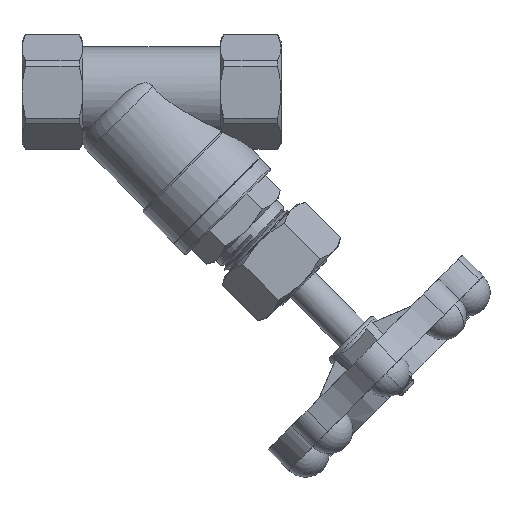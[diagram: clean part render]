
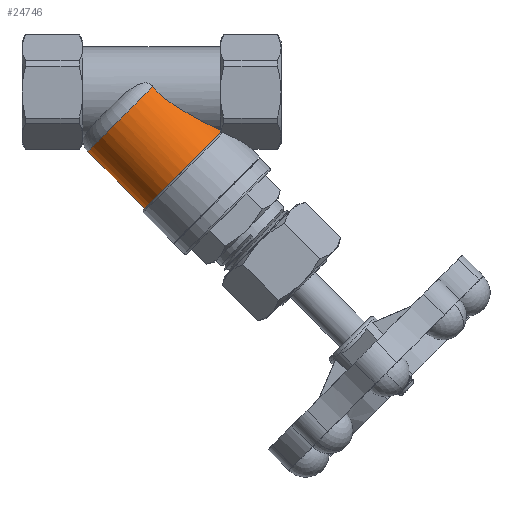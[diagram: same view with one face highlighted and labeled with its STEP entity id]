
A CAD part, front view. The second image highlights one B-rep face of the part: STEP entity #24746.
In plain terms, the highlighted cylindrical face has radius 14.5 mm (diameter 29 mm), a partial arc.
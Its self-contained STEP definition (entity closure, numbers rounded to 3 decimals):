
#125 = DIRECTION ( 'NONE',  ( -0.707, 0., 0.707 ) ) ;
#160 = CARTESIAN_POINT ( 'NONE',  ( 3.544, -11.381, -1.734 ) ) ;
#2622 = AXIS2_PLACEMENT_3D ( 'NONE', #7667, #10447, #7850 ) ;
#2926 = CARTESIAN_POINT ( 'NONE',  ( 10.233, -9.81, -6.021 ) ) ;
#3273 = AXIS2_PLACEMENT_3D ( 'NONE', #6024, #125, #30974 ) ;
#3287 = CARTESIAN_POINT ( 'NONE',  ( 16.832, -6.59, -9.445 ) ) ;
#4402 = CARTESIAN_POINT ( 'NONE',  ( 17.5, -6.361, -9.964 ) ) ;
#4945 = CARTESIAN_POINT ( 'NONE',  ( 17.5, -6.938, -10.391 ) ) ;
#6024 = CARTESIAN_POINT ( 'NONE',  ( 8.497, 0., -19.394 ) ) ;
#6799 = CARTESIAN_POINT ( 'NONE',  ( -19.08, 0., -12.323 ) ) ;
#7065 = CARTESIAN_POINT ( 'NONE',  ( 0.603, -11.456, 1.072 ) ) ;
#7350 = LINE ( 'NONE', #6799, #30405 ) ;
#7667 = CARTESIAN_POINT ( 'NONE',  ( -5.999, 0., -4.898 ) ) ;
#7850 = DIRECTION ( 'NONE',  ( -0.707, 0., -0.707 ) ) ;
#7996 = EDGE_CURVE ( 'NONE', #35064, #11239, #15102, .T. ) ;
#8923 = AXIS2_PLACEMENT_3D ( 'NONE', #27546, #24773, #33613 ) ;
#10027 = ORIENTED_EDGE ( 'NONE', *, *, #17097, .F. ) ;
#10308 = CARTESIAN_POINT ( 'NONE',  ( 17.5, -6.938, -10.391 ) ) ;
#10447 = DIRECTION ( 'NONE',  ( 0.707, 0., -0.707 ) ) ;
#10886 = CARTESIAN_POINT ( 'NONE',  ( -1.756, 0., -29.647 ) ) ;
#11239 = VERTEX_POINT ( 'NONE', #4945 ) ;
#11619 = CARTESIAN_POINT ( 'NONE',  ( 12.48, -8.953, -7.236 ) ) ;
#12076 = ORIENTED_EDGE ( 'NONE', *, *, #29529, .F. ) ;
#15102 = CIRCLE ( 'NONE', #3273, 14.5 ) ;
#15561 = CARTESIAN_POINT ( 'NONE',  ( 0.897, -11.482, 0.729 ) ) ;
#16107 = CARTESIAN_POINT ( 'NONE',  ( 1.844, -11.501, -0.254 ) ) ;
#16266 = CYLINDRICAL_SURFACE ( 'NONE', #8923, 14.5 ) ;
#16594 = EDGE_CURVE ( 'NONE', #29823, #35064, #7350, .T. ) ;
#17097 = EDGE_CURVE ( 'NONE', #22838, #11239, #29084, .T. ) ;
#17498 = B_SPLINE_CURVE_WITH_KNOTS ( 'NONE', 3,
 ( #32378, #7065, #15561, #21841, #16107, #36551, #160, #22704, #24794, #33775, #25474, #28240, #2926, #27567, #11619, #24625, #25658, #23057, #3287, #35877 ),
 .UNSPECIFIED., .F., .F.,
 ( 4, 2, 2, 2, 2, 2, 2, 2, 2, 4 ),
 ( 0.004, 0.006, 0.007, 0.01, 0.012, 0.015, 0.018, 0.021, 0.023, 0.026 ),
 .UNSPECIFIED. ) ;
#18031 = ORIENTED_EDGE ( 'NONE', *, *, #16594, .T. ) ;
#18627 = DIRECTION ( 'NONE',  ( 0.707, 0., -0.707 ) ) ;
#18843 = ORIENTED_EDGE ( 'NONE', *, *, #7996, .T. ) ;
#19144 = CIRCLE ( 'NONE', #2622, 14.5 ) ;
#21841 = CARTESIAN_POINT ( 'NONE',  ( 1.518, -11.505, 0.067 ) ) ;
#22364 = FACE_OUTER_BOUND ( 'NONE', #29818, .T. ) ;
#22704 = CARTESIAN_POINT ( 'NONE',  ( 4.981, -11.168, -2.797 ) ) ;
#22838 = VERTEX_POINT ( 'NONE', #22945 ) ;
#22945 = CARTESIAN_POINT ( 'NONE',  ( 17.5, -6.065, -9.771 ) ) ;
#23057 = CARTESIAN_POINT ( 'NONE',  ( 16.134, -7.053, -9.1 ) ) ;
#24625 = CARTESIAN_POINT ( 'NONE',  ( 13.96, -8.272, -8.005 ) ) ;
#24746 = ADVANCED_FACE ( 'NONE', ( #22364 ), #16266, .T. ) ;
#24773 = DIRECTION ( 'NONE',  ( 0.707, 0., -0.707 ) ) ;
#24794 = CARTESIAN_POINT ( 'NONE',  ( 5.72, -11.029, -3.299 ) ) ;
#24972 = VERTEX_POINT ( 'NONE', #28803 ) ;
#25474 = CARTESIAN_POINT ( 'NONE',  ( 7.973, -10.499, -4.719 ) ) ;
#25658 = CARTESIAN_POINT ( 'NONE',  ( 14.696, -7.895, -8.38 ) ) ;
#25665 = ORIENTED_EDGE ( 'NONE', *, *, #35979, .T. ) ;
#26954 = CARTESIAN_POINT ( 'NONE',  ( 17.5, -6.652, -10.17 ) ) ;
#27546 = CARTESIAN_POINT ( 'NONE',  ( -8.827, 0., -2.07 ) ) ;
#27567 = CARTESIAN_POINT ( 'NONE',  ( 11.734, -9.258, -6.84 ) ) ;
#28240 = CARTESIAN_POINT ( 'NONE',  ( 9.48, -10.057, -5.599 ) ) ;
#28803 = CARTESIAN_POINT ( 'NONE',  ( 0.327, -11.411, 1.428 ) ) ;
#29084 =( BOUNDED_CURVE ( )  B_SPLINE_CURVE ( 3, ( #32479, #4402, #26954, #10308 ),
 .UNSPECIFIED., .F., .F. ) 
 B_SPLINE_CURVE_WITH_KNOTS ( ( 4, 4 ),
 ( 3.573, 3.641 ),
 .UNSPECIFIED. ) 
 CURVE ( )  GEOMETRIC_REPRESENTATION_ITEM ( )  RATIONAL_B_SPLINE_CURVE ( ( 1., 1., 1., 1. ) ) 
 REPRESENTATION_ITEM ( '' )  );
#29529 = EDGE_CURVE ( 'NONE', #24972, #22838, #17498, .T. ) ;
#29818 = EDGE_LOOP ( 'NONE', ( #25665, #18031, #18843, #10027, #12076 ) ) ;
#29823 = VERTEX_POINT ( 'NONE', #31552 ) ;
#30405 = VECTOR ( 'NONE', #18627, 1000. ) ;
#30974 = DIRECTION ( 'NONE',  ( -0.707, 0., -0.707 ) ) ;
#31552 = CARTESIAN_POINT ( 'NONE',  ( -16.252, 0., -15.151 ) ) ;
#32378 = CARTESIAN_POINT ( 'NONE',  ( 0.327, -11.411, 1.428 ) ) ;
#32479 = CARTESIAN_POINT ( 'NONE',  ( 17.5, -6.065, -9.771 ) ) ;
#33613 = DIRECTION ( 'NONE',  ( -0.707, 0., -0.707 ) ) ;
#33775 = CARTESIAN_POINT ( 'NONE',  ( 7.219, -10.693, -4.262 ) ) ;
#35064 = VERTEX_POINT ( 'NONE', #10886 ) ;
#35877 = CARTESIAN_POINT ( 'NONE',  ( 17.5, -6.065, -9.771 ) ) ;
#35979 = EDGE_CURVE ( 'NONE', #24972, #29823, #19144, .T. ) ;
#36551 = CARTESIAN_POINT ( 'NONE',  ( 2.844, -11.457, -1.172 ) ) ;
